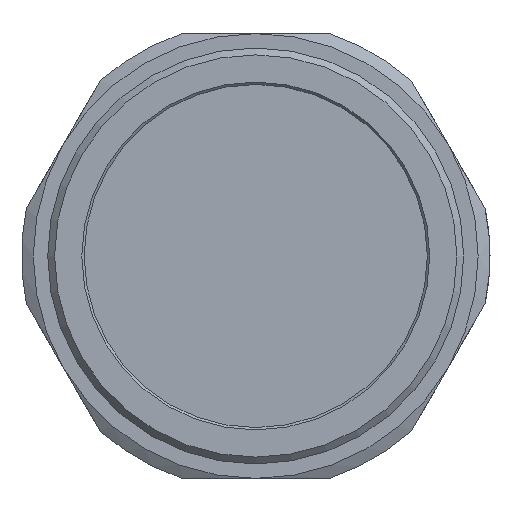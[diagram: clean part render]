
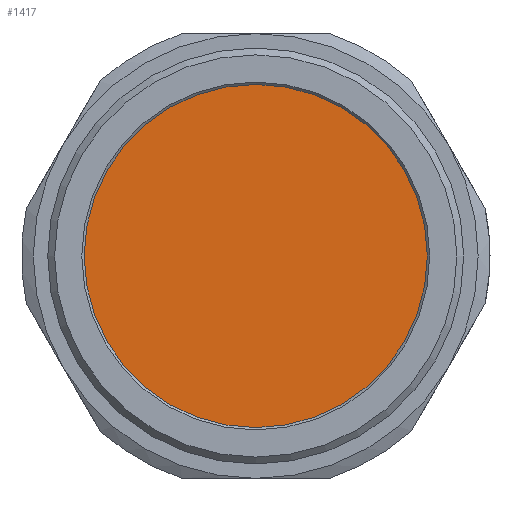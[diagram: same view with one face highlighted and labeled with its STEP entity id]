
A CAD part, front view. The second image highlights one B-rep face of the part: STEP entity #1417.
In plain terms, the highlighted planar face has unit normal (0, -1, 0).
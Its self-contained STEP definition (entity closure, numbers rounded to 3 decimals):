
#335=FACE_OUTER_BOUND('',#425,.T.);
#425=EDGE_LOOP('',(#966));
#524=CIRCLE('',#1531,36.25);
#624=VERTEX_POINT('',#2155);
#755=EDGE_CURVE('',#624,#624,#524,.T.);
#966=ORIENTED_EDGE('',*,*,#755,.F.);
#1388=PLANE('',#1530);
#1417=ADVANCED_FACE('',(#335),#1388,.T.);
#1530=AXIS2_PLACEMENT_3D('',#2154,#1722,#1723);
#1531=AXIS2_PLACEMENT_3D('',#2156,#1724,#1725);
#1722=DIRECTION('center_axis',(0.,-1.,0.));
#1723=DIRECTION('ref_axis',(0.,0.,-1.));
#1724=DIRECTION('center_axis',(0.,1.,0.));
#1725=DIRECTION('ref_axis',(-1.,0.,0.));
#2154=CARTESIAN_POINT('Origin',(3.255,-14.757,0.));
#2155=CARTESIAN_POINT('',(39.505,-14.757,0.));
#2156=CARTESIAN_POINT('Origin',(3.255,-14.757,0.));
